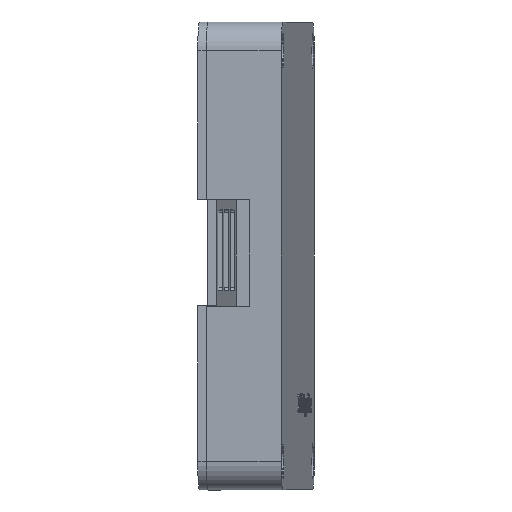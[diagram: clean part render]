
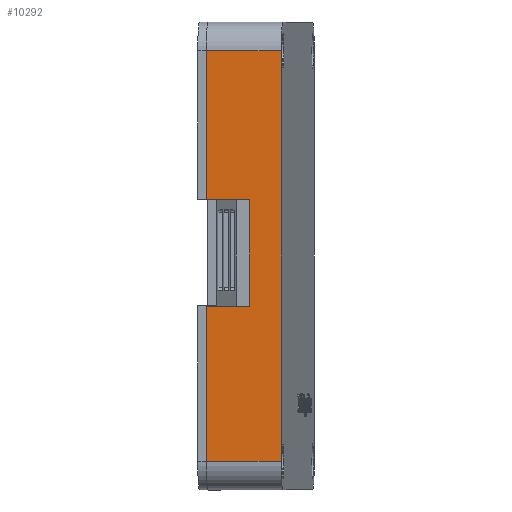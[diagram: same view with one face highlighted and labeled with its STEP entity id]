
A CAD part, left-side view. The second image highlights one B-rep face of the part: STEP entity #10292.
In plain terms, the highlighted face is planar.
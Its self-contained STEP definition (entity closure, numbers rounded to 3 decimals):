
#1166=FACE_OUTER_BOUND('',#1738,.T.);
#1738=EDGE_LOOP('',(#8566,#8567,#8568,#8569,#8570,#8571,#8572,#8573));
#2673=LINE('',#18072,#3545);
#2675=LINE('',#18092,#3547);
#2676=LINE('',#18095,#3548);
#2684=LINE('',#18111,#3556);
#2688=LINE('',#18132,#3560);
#2689=LINE('',#18134,#3561);
#2690=LINE('',#18136,#3562);
#2691=LINE('',#18137,#3563);
#3545=VECTOR('',#12039,10.);
#3547=VECTOR('',#12065,10.);
#3548=VECTOR('',#12068,10.);
#3556=VECTOR('',#12076,10.);
#3560=VECTOR('',#12096,10.);
#3561=VECTOR('',#12097,10.);
#3562=VECTOR('',#12098,10.);
#3563=VECTOR('',#12099,10.);
#4840=VERTEX_POINT('',#18058);
#4846=VERTEX_POINT('',#18070);
#4851=VERTEX_POINT('',#18088);
#4853=VERTEX_POINT('',#18094);
#4860=VERTEX_POINT('',#18108);
#4861=VERTEX_POINT('',#18110);
#4871=VERTEX_POINT('',#18133);
#4872=VERTEX_POINT('',#18135);
#6145=EDGE_CURVE('',#4840,#4846,#2673,.T.);
#6152=EDGE_CURVE('',#4840,#4851,#2675,.T.);
#6153=EDGE_CURVE('',#4851,#4853,#2676,.T.);
#6161=EDGE_CURVE('',#4860,#4861,#2684,.T.);
#6172=EDGE_CURVE('',#4861,#4846,#2688,.T.);
#6173=EDGE_CURVE('',#4860,#4871,#2689,.T.);
#6174=EDGE_CURVE('',#4871,#4872,#2690,.T.);
#6175=EDGE_CURVE('',#4872,#4853,#2691,.T.);
#8566=ORIENTED_EDGE('',*,*,#6152,.F.);
#8567=ORIENTED_EDGE('',*,*,#6145,.T.);
#8568=ORIENTED_EDGE('',*,*,#6172,.F.);
#8569=ORIENTED_EDGE('',*,*,#6161,.F.);
#8570=ORIENTED_EDGE('',*,*,#6173,.T.);
#8571=ORIENTED_EDGE('',*,*,#6174,.T.);
#8572=ORIENTED_EDGE('',*,*,#6175,.T.);
#8573=ORIENTED_EDGE('',*,*,#6153,.F.);
#9887=PLANE('',#10747);
#10292=ADVANCED_FACE('',(#1166),#9887,.T.);
#10747=AXIS2_PLACEMENT_3D('',#18131,#12094,#12095);
#12039=DIRECTION('',(0.,0.,1.));
#12065=DIRECTION('',(0.,1.,0.));
#12068=DIRECTION('',(0.,0.,1.));
#12076=DIRECTION('',(0.,0.,1.));
#12094=DIRECTION('center_axis',(-1.,0.,0.));
#12095=DIRECTION('ref_axis',(0.,0.,1.));
#12096=DIRECTION('',(0.,-1.,0.));
#12097=DIRECTION('',(0.,-1.,0.));
#12098=DIRECTION('',(0.,0.,-1.));
#12099=DIRECTION('',(0.,1.,0.));
#18058=CARTESIAN_POINT('',(-90.229,0.,-66.6));
#18070=CARTESIAN_POINT('',(-90.229,0.,4.5));
#18072=CARTESIAN_POINT('',(-90.229,0.,-71.6));
#18088=CARTESIAN_POINT('',(-90.229,13.,-66.6));
#18092=CARTESIAN_POINT('',(-90.229,0.,-66.6));
#18094=CARTESIAN_POINT('',(-90.229,13.,-39.78));
#18095=CARTESIAN_POINT('',(-90.229,13.,-71.6));
#18108=CARTESIAN_POINT('',(-90.229,13.,-21.28));
#18110=CARTESIAN_POINT('',(-90.229,13.,4.5));
#18111=CARTESIAN_POINT('',(-90.229,13.,-71.6));
#18131=CARTESIAN_POINT('Origin',(-90.229,0.,-71.6));
#18132=CARTESIAN_POINT('',(-90.229,0.,4.5));
#18133=CARTESIAN_POINT('',(-90.229,5.5,-21.28));
#18134=CARTESIAN_POINT('',(-90.229,6.5,-21.28));
#18135=CARTESIAN_POINT('',(-90.229,5.5,-39.78));
#18136=CARTESIAN_POINT('',(-90.229,5.5,-51.065));
#18137=CARTESIAN_POINT('',(-90.229,6.5,-39.78));
